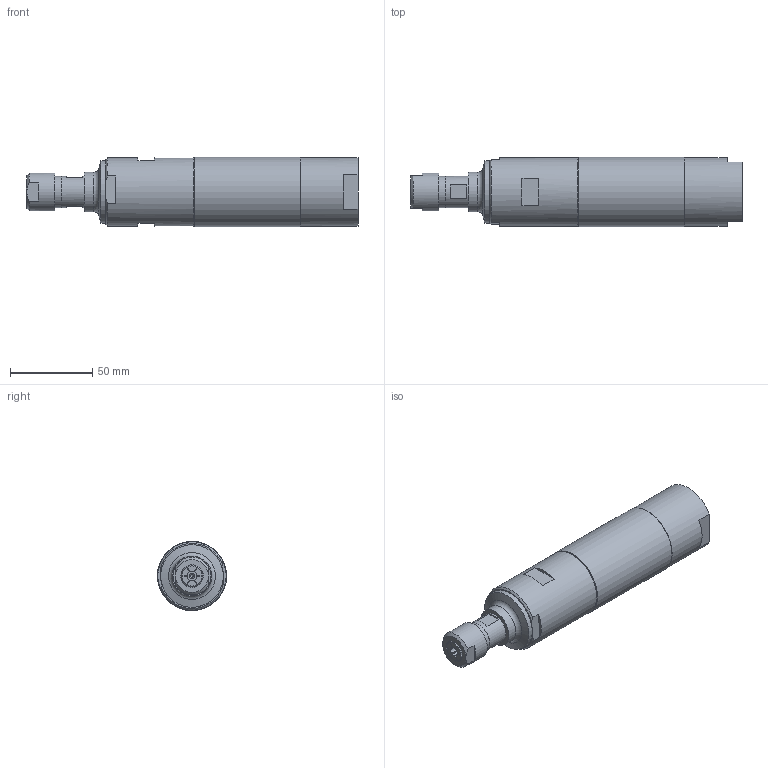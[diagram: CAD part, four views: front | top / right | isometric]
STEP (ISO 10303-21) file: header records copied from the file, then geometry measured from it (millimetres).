
FILE_DESCRIPTION((''),'2;1');
FILE_NAME('EBM 1200 S_60015387.stp','2012-10-04T17:29:38',('ibasyouni'),(''),'Autodesk Inventor 2012','Autodesk Inventor 2012','');
FILE_SCHEMA(('AUTOMOTIVE_DESIGN { 1 0 10303 214 1 1 1 1 }'));
Length unit declared in the file: millimetre
Products named in the file (1): EBM 1200 S_60015387
Bounding box: 201.42 x 42 x 42 mm (x, y, z)
Volume: 222824.1 mm3; surface area: 31680.3 mm2
Topology: 1 solids, 1 shells, 244 faces, 722 edges, 463 vertices
Faces by surface type: plane 151, cone 45, cylinder 40, bspline 7, torus 1
Full cylindrical faces by diameter (mm): 1.6 x1, 6 x1, 10.5 x1, 11.445 x2, 17.917 x1, 18.98 x1, 19 x2, 23 x1, 24 x1, 38 x1, 39.492 x1, 41.5 x2, 42 x1
Entity records: 8210 total; most frequent: CARTESIAN_POINT 1811, ORIENTED_EDGE 1346, DIRECTION 1216, EDGE_CURVE 673, AXIS2_PLACEMENT_3D 449, VERTEX_POINT 443, VECTOR 318, LINE 318
